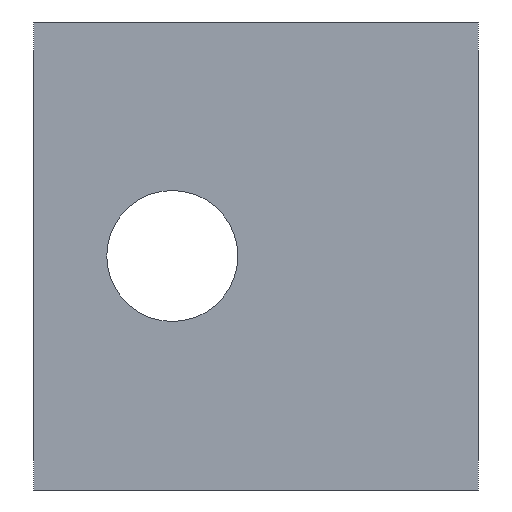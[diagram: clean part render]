
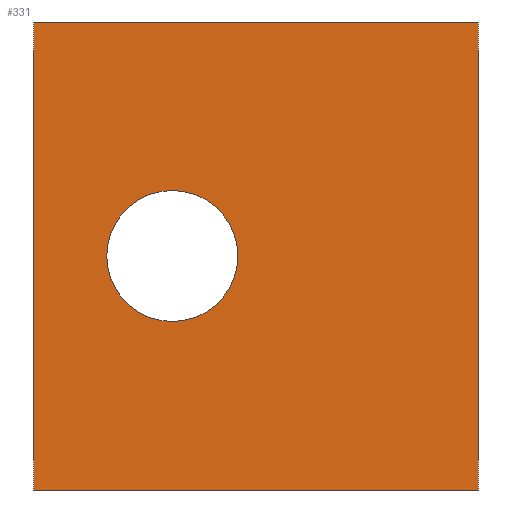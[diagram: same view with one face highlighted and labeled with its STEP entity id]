
A CAD part, left-side view. The second image highlights one B-rep face of the part: STEP entity #331.
In plain terms, the highlighted planar face has unit normal (-1, 0, 0).
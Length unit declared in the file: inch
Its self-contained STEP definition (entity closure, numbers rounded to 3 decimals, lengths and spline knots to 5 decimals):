
#7 = CARTESIAN_POINT ( 'NONE',  ( -1.5, 0., -2. ) ) ;
#42 = DIRECTION ( 'NONE',  ( 0., 0., 1. ) ) ;
#50 = EDGE_CURVE ( 'NONE', #124, #321, #233, .T. ) ;
#77 = ORIENTED_EDGE ( 'NONE', *, *, #295, .F. ) ;
#83 = VERTEX_POINT ( 'NONE', #86 ) ;
#86 = CARTESIAN_POINT ( 'NONE',  ( -1.5, 3.795, -2. ) ) ;
#109 = VERTEX_POINT ( 'NONE', #660 ) ;
#119 = PLANE ( 'NONE',  #491 ) ;
#124 = VERTEX_POINT ( 'NONE', #145 ) ;
#129 = EDGE_CURVE ( 'NONE', #83, #109, #455, .T. ) ;
#141 = EDGE_LOOP ( 'NONE', ( #316, #594 ) ) ;
#145 = CARTESIAN_POINT ( 'NONE',  ( -1.5, 2.6126, 0.56 ) ) ;
#148 = ORIENTED_EDGE ( 'NONE', *, *, #129, .F. ) ;
#177 = VERTEX_POINT ( 'NONE', #584 ) ;
#181 = DIRECTION ( 'NONE',  ( 0., -1., 0. ) ) ;
#183 = EDGE_CURVE ( 'NONE', #83, #216, #215, .T. ) ;
#193 = DIRECTION ( 'NONE',  ( 0., 0., 1. ) ) ;
#200 = EDGE_LOOP ( 'NONE', ( #213, #77, #148, #511 ) ) ;
#213 = ORIENTED_EDGE ( 'NONE', *, *, #551, .T. ) ;
#215 = LINE ( 'NONE', #569, #241 ) ;
#216 = VERTEX_POINT ( 'NONE', #7 ) ;
#233 = CIRCLE ( 'NONE', #312, 0.56 ) ;
#236 = LINE ( 'NONE', #650, #593 ) ;
#241 = VECTOR ( 'NONE', #315, 39.37008 ) ;
#252 = CARTESIAN_POINT ( 'NONE',  ( -1.5, 2.6126, 0. ) ) ;
#256 = AXIS2_PLACEMENT_3D ( 'NONE', #635, #424, #382 ) ;
#266 = EDGE_CURVE ( 'NONE', #321, #124, #370, .T. ) ;
#278 = LINE ( 'NONE', #642, #441 ) ;
#295 = EDGE_CURVE ( 'NONE', #109, #177, #278, .T. ) ;
#312 = AXIS2_PLACEMENT_3D ( 'NONE', #252, #656, #403 ) ;
#315 = DIRECTION ( 'NONE',  ( 0., -1., 0. ) ) ;
#316 = ORIENTED_EDGE ( 'NONE', *, *, #50, .F. ) ;
#321 = VERTEX_POINT ( 'NONE', #538 ) ;
#331 = ADVANCED_FACE ( 'NONE', ( #588, #489 ), #119, .F. ) ;
#370 = CIRCLE ( 'NONE', #256, 0.56 ) ;
#382 = DIRECTION ( 'NONE',  ( 0., 0., 1. ) ) ;
#383 = VECTOR ( 'NONE', #193, 39.37008 ) ;
#403 = DIRECTION ( 'NONE',  ( 0., 0., 1. ) ) ;
#424 = DIRECTION ( 'NONE',  ( -1., 0., 0. ) ) ;
#441 = VECTOR ( 'NONE', #181, 39.37008 ) ;
#455 = LINE ( 'NONE', #658, #383 ) ;
#483 = DIRECTION ( 'NONE',  ( 0., 0., -1. ) ) ;
#487 = DIRECTION ( 'NONE',  ( 1., 0., 0. ) ) ;
#489 = FACE_OUTER_BOUND ( 'NONE', #200, .T. ) ;
#491 = AXIS2_PLACEMENT_3D ( 'NONE', #544, #487, #483 ) ;
#511 = ORIENTED_EDGE ( 'NONE', *, *, #183, .T. ) ;
#538 = CARTESIAN_POINT ( 'NONE',  ( -1.5, 2.6126, -0.56 ) ) ;
#544 = CARTESIAN_POINT ( 'NONE',  ( -1.5, 3.795, -2. ) ) ;
#551 = EDGE_CURVE ( 'NONE', #216, #177, #236, .T. ) ;
#569 = CARTESIAN_POINT ( 'NONE',  ( -1.5, 3.795, -2. ) ) ;
#584 = CARTESIAN_POINT ( 'NONE',  ( -1.5, 0., 2. ) ) ;
#588 = FACE_BOUND ( 'NONE', #141, .T. ) ;
#593 = VECTOR ( 'NONE', #42, 39.37008 ) ;
#594 = ORIENTED_EDGE ( 'NONE', *, *, #266, .F. ) ;
#635 = CARTESIAN_POINT ( 'NONE',  ( -1.5, 2.6126, 0. ) ) ;
#642 = CARTESIAN_POINT ( 'NONE',  ( -1.5, 3.795, 2. ) ) ;
#650 = CARTESIAN_POINT ( 'NONE',  ( -1.5, 0., -2. ) ) ;
#656 = DIRECTION ( 'NONE',  ( -1., 0., 0. ) ) ;
#658 = CARTESIAN_POINT ( 'NONE',  ( -1.5, 3.795, -2. ) ) ;
#660 = CARTESIAN_POINT ( 'NONE',  ( -1.5, 3.795, 2. ) ) ;
